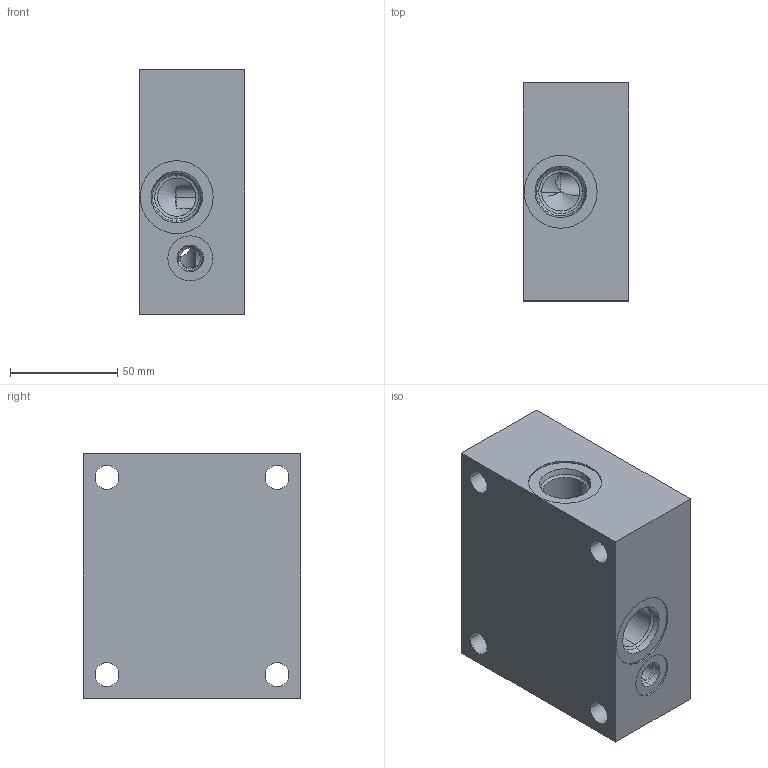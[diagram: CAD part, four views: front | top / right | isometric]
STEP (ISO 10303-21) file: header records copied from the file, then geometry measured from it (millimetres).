
FILE_DESCRIPTION((''),'2;1');
FILE_NAME('U4H_ASM','2023-10-24T',('ProEService'),(''),'PRO/ENGINEER BY PARAMETRIC TECHNOLOGY CORPORATION, 2014200','PRO/ENGINEER BY PARAMETRIC TECHNOLOGY CORPORATION, 2014200','');
FILE_SCHEMA(('CONFIG_CONTROL_DESIGN'));
Length unit declared in the file: inch
Products named in the file (3): 152-101-004; 340-004; U4H_ASM
Assembly tree (2 placements, depth 2):
  U4H_ASM
    152-101-004
    340-004
Bounding box: 49.23 x 101.6 x 114.3 mm (x, y, z)
Volume: 463236.3 mm3; surface area: 71141.9 mm2
Topology: 2 solids, 2 shells, 183 faces, 638 edges, 569 vertices
Faces by surface type: cone 79, cylinder 73, plane 27, torus 4
Entity records: 7763 total; most frequent: CARTESIAN_POINT 2315, DIRECTION 1180, ORIENTED_EDGE 890, EDGE_CURVE 445, AXIS2_PLACEMENT_3D 408, VECTOR 364, LINE 364, VERTEX_POINT 276
